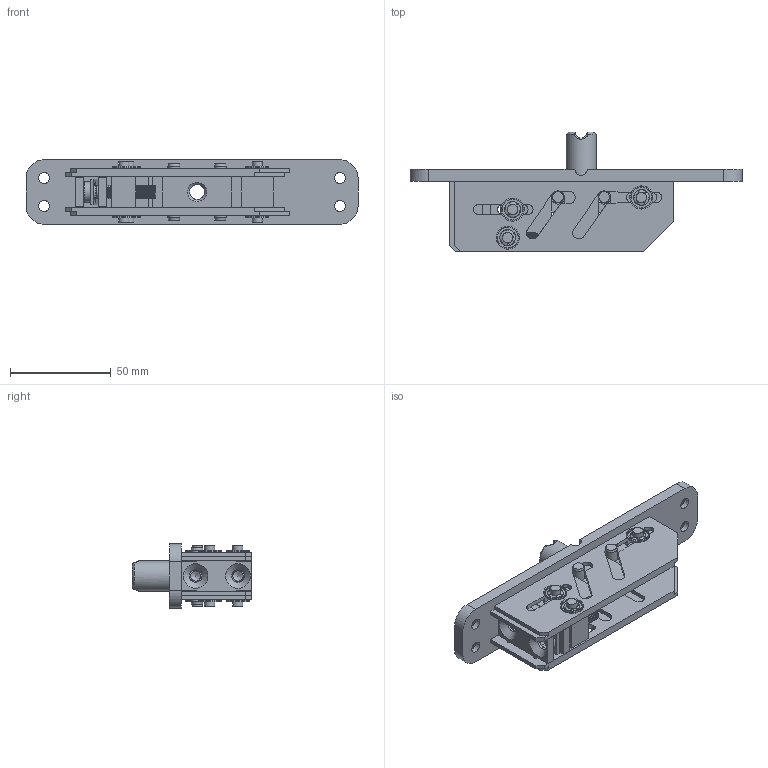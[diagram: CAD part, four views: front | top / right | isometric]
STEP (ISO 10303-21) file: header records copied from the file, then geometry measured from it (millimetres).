
FILE_DESCRIPTION (( 'STEP AP214' ), '1' );
FILE_NAME ('AssyUpperPivot-100007-15mm-Kabeldoorvoer-update-2020.STEP', '2022-06-23T07:50:13', ( '' ), ( '' ), 'SwSTEP 2.0', 'SolidWorks 2021', '' );
FILE_SCHEMA (( 'AUTOMOTIVE_DESIGN' ));
Length unit declared in the file: millimetre
Products named in the file (1): AssyUpperPivot-100007-15mm-Kabeldoorvoer-update-2020
Bounding box: 165 x 59.5 x 32 mm (x, y, z)
Volume: 80940.5 mm3; surface area: 40556.1 mm2
Topology: 1 solids, 13 shells, 822 faces, 2353 edges, 1503 vertices
Faces by surface type: plane 343, cone 190, cylinder 188, bspline 57, torus 44
Full cylindrical faces by diameter (mm): 4.7 x2, 5.1 x8, 5.12 x2, 5.5 x4, 6 x20, 6.2 x3, 6.51 x2, 7.5 x1, 8 x1, 8.1 x2, 10 x2, 10.669 x6, 11.481 x6, 15 x1
Entity records: 29986 total; most frequent: CARTESIAN_POINT 10528, ORIENTED_EDGE 4266, DIRECTION 3599, EDGE_CURVE 2133, VERTEX_POINT 1416, AXIS2_PLACEMENT_3D 1375, EDGE_LOOP 1051, FACE_OUTER_BOUND 893
